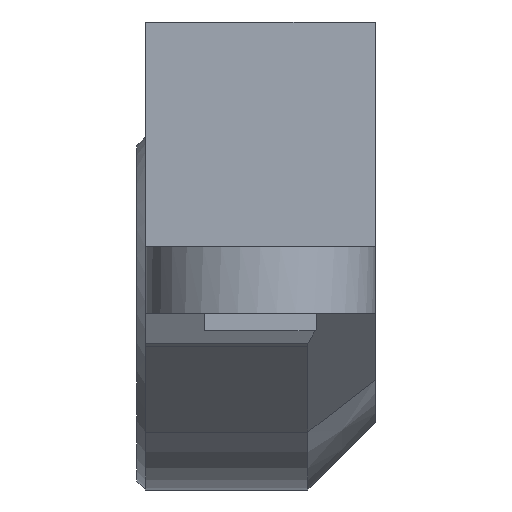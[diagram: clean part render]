
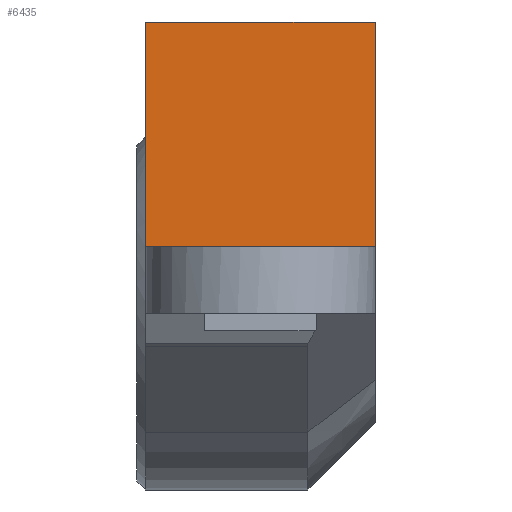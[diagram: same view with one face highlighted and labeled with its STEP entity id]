
A CAD part, left-side view. The second image highlights one B-rep face of the part: STEP entity #6435.
In plain terms, the highlighted planar face has unit normal (-1, 0, 0).
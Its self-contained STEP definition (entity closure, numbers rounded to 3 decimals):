
#271=PLANE('',#6992);
#563=LINE('',#10218,#1104);
#620=LINE('',#10378,#1161);
#662=LINE('',#10966,#1203);
#664=LINE('',#10969,#1205);
#1104=VECTOR('',#7996,10.);
#1161=VECTOR('',#8141,10.);
#1203=VECTOR('',#8329,10.);
#1205=VECTOR('',#8333,10.);
#1749=FACE_OUTER_BOUND('',#2126,.T.);
#2126=EDGE_LOOP('',(#5219,#5220,#5221,#5222));
#2944=VERTEX_POINT('',#10211);
#2947=VERTEX_POINT('',#10216);
#3005=VERTEX_POINT('',#10375);
#3006=VERTEX_POINT('',#10377);
#3652=EDGE_CURVE('',#2947,#2944,#563,.T.);
#3735=EDGE_CURVE('',#3005,#3006,#620,.T.);
#3825=EDGE_CURVE('',#3006,#2947,#662,.T.);
#3827=EDGE_CURVE('',#2944,#3005,#664,.T.);
#5219=ORIENTED_EDGE('',*,*,#3827,.F.);
#5220=ORIENTED_EDGE('',*,*,#3652,.F.);
#5221=ORIENTED_EDGE('',*,*,#3825,.F.);
#5222=ORIENTED_EDGE('',*,*,#3735,.F.);
#6435=ADVANCED_FACE('',(#1749),#271,.T.);
#6992=AXIS2_PLACEMENT_3D('',#10968,#8331,#8332);
#7996=DIRECTION('',(0.,-1.,0.));
#8141=DIRECTION('',(0.,1.,0.));
#8329=DIRECTION('',(0.,0.,1.));
#8331=DIRECTION('center_axis',(-1.,0.,0.));
#8332=DIRECTION('ref_axis',(0.,-1.,0.));
#8333=DIRECTION('',(0.,0.,-1.));
#10211=CARTESIAN_POINT('',(-19.85,-13.,100.));
#10216=CARTESIAN_POINT('',(-19.85,13.,100.));
#10218=CARTESIAN_POINT('',(-19.85,-13.,100.));
#10375=CARTESIAN_POINT('',(-19.85,-13.,74.6));
#10377=CARTESIAN_POINT('',(-19.85,13.,74.6));
#10378=CARTESIAN_POINT('',(-19.85,-13.,74.6));
#10966=CARTESIAN_POINT('',(-19.85,13.,93.));
#10968=CARTESIAN_POINT('Origin',(-19.85,13.,93.));
#10969=CARTESIAN_POINT('',(-19.85,-13.,93.));
